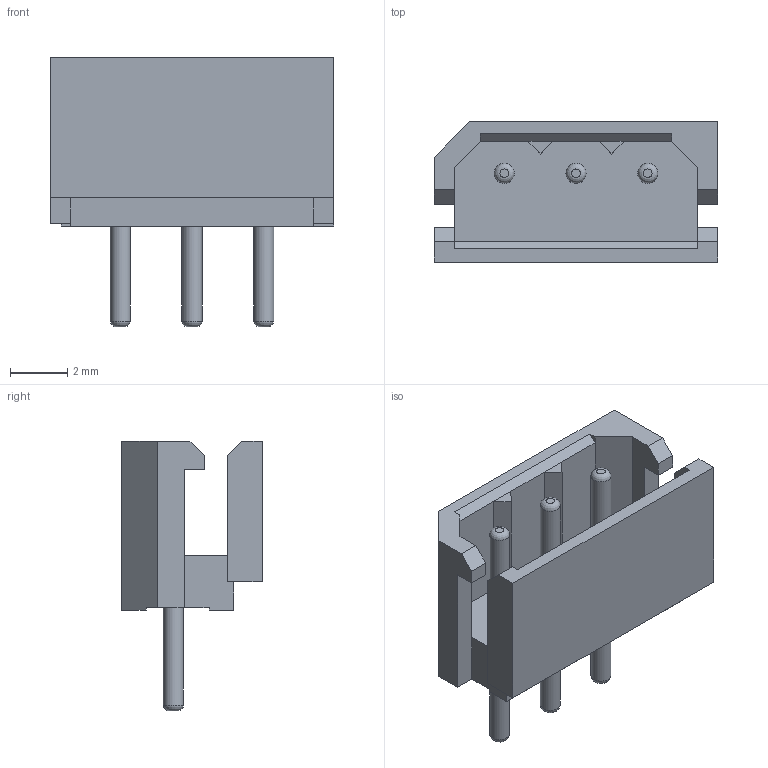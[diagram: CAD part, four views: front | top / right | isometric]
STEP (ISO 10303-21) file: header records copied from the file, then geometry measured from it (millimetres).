
FILE_DESCRIPTION( ( '' ), ' ' );
FILE_NAME( '59bd29bc33e8d30c34fee521.step', '2017-09-16T13:40:13', ( '' ), ( '' ), ' ', ' ', ' ' );
FILE_SCHEMA( ( 'AUTOMOTIVE_DESIGN { 1 0 10303 214 1 1 1 1 }' ) );
Length unit declared in the file: metre
Products named in the file (1): Open CASCADE STEP translator 6.8 1
Bounding box: 9.9 x 4.9 x 9.4 mm (x, y, z)
Volume: 151.1 mm3; surface area: 391.6 mm2
Topology: 1 solids, 1 shells, 69 faces, 170 edges, 109 vertices
Faces by surface type: plane 57, cylinder 6, revolution 6
Full cylindrical faces by diameter (mm): 0.7 x6
Entity records: 3341 total; most frequent: CARTESIAN_POINT 379, ORIENTED_EDGE 316, DIRECTION 313, STYLED_ITEM 227, PRESENTATION_STYLE_ASSIGNMENT 227, COLOUR_RGB 227, EDGE_CURVE 158, CURVE_STYLE 158
